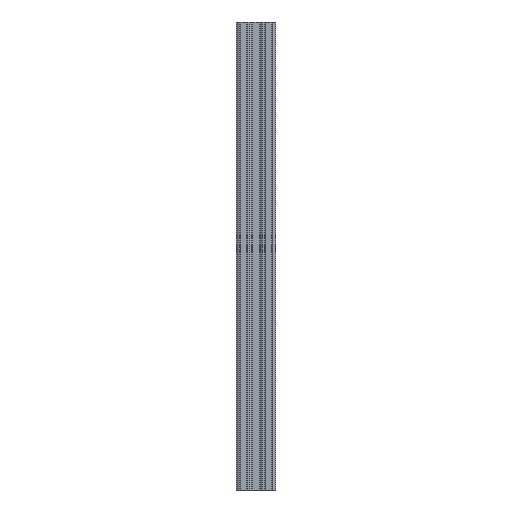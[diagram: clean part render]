
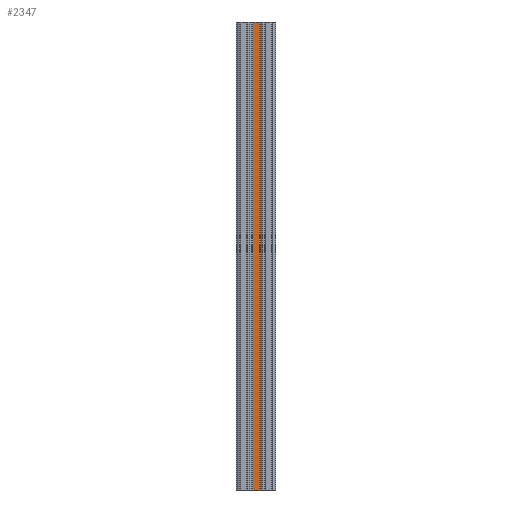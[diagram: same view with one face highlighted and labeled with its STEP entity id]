
A CAD part, front view. The second image highlights one B-rep face of the part: STEP entity #2347.
In plain terms, the highlighted planar face has unit normal (0, -1, 0).
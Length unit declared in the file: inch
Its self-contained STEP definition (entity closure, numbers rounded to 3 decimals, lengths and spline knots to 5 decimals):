
#42 = EDGE_CURVE ( 'NONE', #2878, #1304, #2526, .T. ) ;
#147 = FACE_OUTER_BOUND ( 'NONE', #2166, .T. ) ;
#232 = VECTOR ( 'NONE', #572, 39.37008 ) ;
#270 = LINE ( 'NONE', #2717, #232 ) ;
#320 = VECTOR ( 'NONE', #3357, 39.37008 ) ;
#421 = EDGE_CURVE ( 'NONE', #1005, #1304, #1040, .T. ) ;
#470 = CARTESIAN_POINT ( 'NONE',  ( 0., -0.183, 6. ) ) ;
#471 = DIRECTION ( 'NONE',  ( 1., 0., 0. ) ) ;
#572 = DIRECTION ( 'NONE',  ( 0., 0., -1. ) ) ;
#605 = VECTOR ( 'NONE', #471, 39.37008 ) ;
#613 = VECTOR ( 'NONE', #3115, 39.37008 ) ;
#662 = CARTESIAN_POINT ( 'NONE',  ( 0.0852, -0.183, 6. ) ) ;
#773 = EDGE_CURVE ( 'NONE', #3156, #1005, #270, .T. ) ;
#1005 = VERTEX_POINT ( 'NONE', #1220 ) ;
#1039 = LINE ( 'NONE', #1812, #605 ) ;
#1040 = LINE ( 'NONE', #1260, #613 ) ;
#1220 = CARTESIAN_POINT ( 'NONE',  ( -0.0852, -0.183, -6. ) ) ;
#1260 = CARTESIAN_POINT ( 'NONE',  ( 0., -0.183, -6. ) ) ;
#1304 = VERTEX_POINT ( 'NONE', #3114 ) ;
#1550 = DIRECTION ( 'NONE',  ( 0., 0., 1. ) ) ;
#1760 = CARTESIAN_POINT ( 'NONE',  ( 0.0852, -0.183, 6. ) ) ;
#1812 = CARTESIAN_POINT ( 'NONE',  ( 0., -0.183, 6. ) ) ;
#1865 = EDGE_CURVE ( 'NONE', #3156, #2878, #1039, .T. ) ;
#2091 = ORIENTED_EDGE ( 'NONE', *, *, #773, .T. ) ;
#2166 = EDGE_LOOP ( 'NONE', ( #3448, #2500, #2213, #2091 ) ) ;
#2213 = ORIENTED_EDGE ( 'NONE', *, *, #1865, .F. ) ;
#2347 = ADVANCED_FACE ( 'NONE', ( #147 ), #2870, .F. ) ;
#2413 = CARTESIAN_POINT ( 'NONE',  ( -0.0852, -0.183, 6. ) ) ;
#2500 = ORIENTED_EDGE ( 'NONE', *, *, #42, .F. ) ;
#2526 = LINE ( 'NONE', #662, #320 ) ;
#2538 = AXIS2_PLACEMENT_3D ( 'NONE', #470, #2595, #1550 ) ;
#2595 = DIRECTION ( 'NONE',  ( 0., 1., 0. ) ) ;
#2717 = CARTESIAN_POINT ( 'NONE',  ( -0.0852, -0.183, 6. ) ) ;
#2870 = PLANE ( 'NONE',  #2538 ) ;
#2878 = VERTEX_POINT ( 'NONE', #1760 ) ;
#3114 = CARTESIAN_POINT ( 'NONE',  ( 0.0852, -0.183, -6. ) ) ;
#3115 = DIRECTION ( 'NONE',  ( 1., 0., 0. ) ) ;
#3156 = VERTEX_POINT ( 'NONE', #2413 ) ;
#3357 = DIRECTION ( 'NONE',  ( 0., 0., -1. ) ) ;
#3448 = ORIENTED_EDGE ( 'NONE', *, *, #421, .T. ) ;
